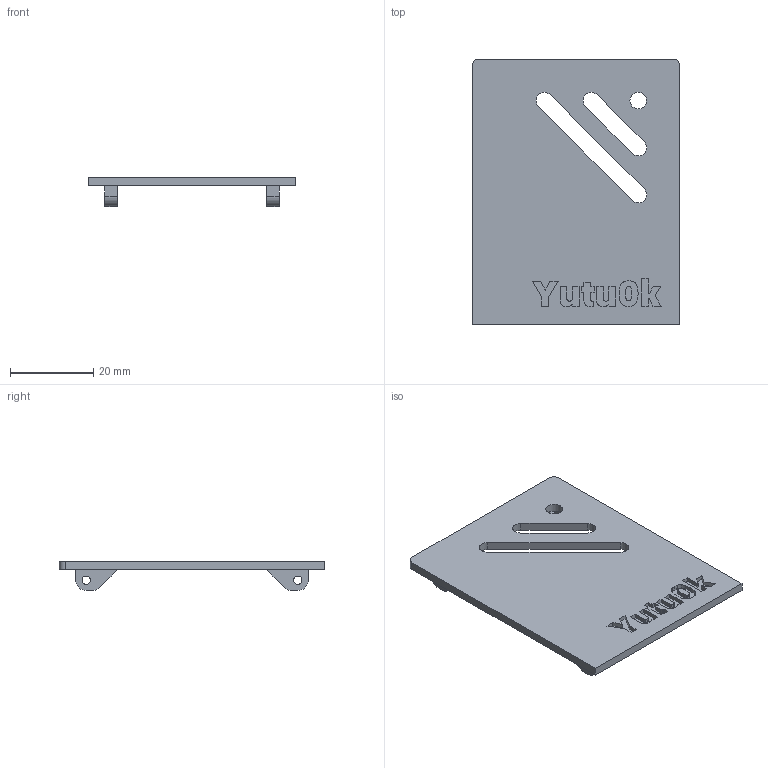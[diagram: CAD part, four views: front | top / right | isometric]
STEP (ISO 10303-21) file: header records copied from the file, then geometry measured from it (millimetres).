
FILE_DESCRIPTION(/* description */ (''),/* implementation_level */ '2;1');
FILE_NAME(/* name */ 'BackCover.step',/* time_stamp */ '2023-12-11T20:13:28+08:00',/* author */ (''),/* organization */ (''),/* preprocessor_version */ 'ST-DEVELOPER v20',/* originating_system */ 'Autodesk Translation Framework v12.14.0.127',/* authorisation */ '');
FILE_SCHEMA (('AUTOMOTIVE_DESIGN { 1 0 10303 214 3 1 1 }'));
Length unit declared in the file: millimetre
Products named in the file (1): BackCover
Bounding box: 50 x 64 x 7 mm (x, y, z)
Volume: 6232.5 mm3; surface area: 7215.8 mm2
Topology: 1 solids, 1 shells, 165 faces, 456 edges, 304 vertices
Faces by surface type: plane 89, bspline 57, cylinder 19
Full cylindrical faces by diameter (mm): 2 x4, 4 x1
Entity records: 5363 total; most frequent: CARTESIAN_POINT 1441, ORIENTED_EDGE 912, DIRECTION 597, EDGE_CURVE 456, VERTEX_POINT 304, LINE 303, VECTOR 303, EDGE_LOOP 190
